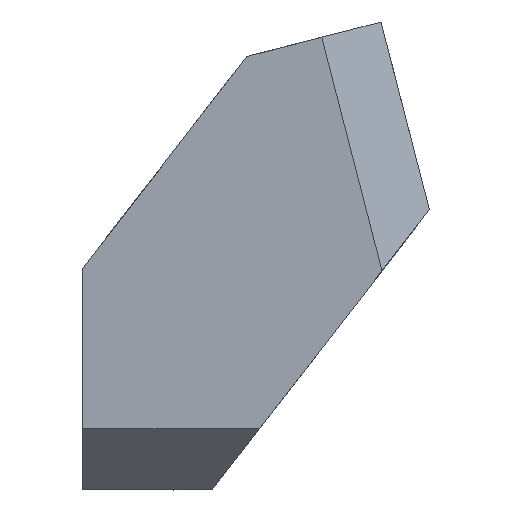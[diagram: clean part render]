
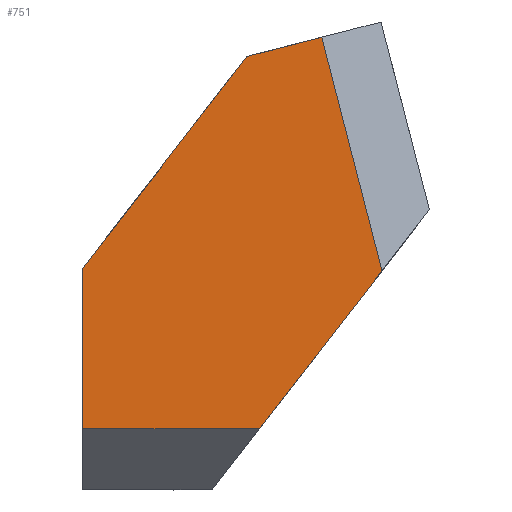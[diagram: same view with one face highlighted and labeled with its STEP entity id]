
A CAD part, left-side view. The second image highlights one B-rep face of the part: STEP entity #751.
In plain terms, the highlighted planar face has unit normal (-1, 0, 0).
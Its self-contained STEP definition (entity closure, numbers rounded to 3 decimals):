
#89=FACE_OUTER_BOUND('',#134,.T.);
#134=EDGE_LOOP('',(#658,#659,#660,#661,#662,#663));
#192=LINE('',#1303,#267);
#201=LINE('',#1340,#276);
#204=LINE('',#1346,#279);
#208=LINE('',#1353,#283);
#209=LINE('',#1354,#284);
#210=LINE('',#1355,#285);
#267=VECTOR('',#954,1000.);
#276=VECTOR('',#995,1000.);
#279=VECTOR('',#1000,1000.);
#283=VECTOR('',#1006,1000.);
#284=VECTOR('',#1007,1000.);
#285=VECTOR('',#1008,1000.);
#352=VERTEX_POINT('',#1300);
#353=VERTEX_POINT('',#1302);
#364=VERTEX_POINT('',#1337);
#365=VERTEX_POINT('',#1339);
#367=VERTEX_POINT('',#1345);
#369=VERTEX_POINT('',#1352);
#445=EDGE_CURVE('',#352,#353,#192,.T.);
#463=EDGE_CURVE('',#365,#364,#201,.T.);
#466=EDGE_CURVE('',#367,#364,#204,.T.);
#470=EDGE_CURVE('',#365,#369,#208,.T.);
#471=EDGE_CURVE('',#367,#353,#209,.T.);
#472=EDGE_CURVE('',#352,#369,#210,.T.);
#658=ORIENTED_EDGE('',*,*,#470,.F.);
#659=ORIENTED_EDGE('',*,*,#463,.T.);
#660=ORIENTED_EDGE('',*,*,#466,.F.);
#661=ORIENTED_EDGE('',*,*,#471,.T.);
#662=ORIENTED_EDGE('',*,*,#445,.F.);
#663=ORIENTED_EDGE('',*,*,#472,.T.);
#710=PLANE('',#824);
#751=ADVANCED_FACE('',(#89),#710,.T.);
#824=AXIS2_PLACEMENT_3D('',#1351,#1004,#1005);
#954=DIRECTION('',(0.,0.613,-0.79));
#995=DIRECTION('',(0.,0.613,-0.79));
#1000=DIRECTION('',(0.,0.,1.));
#1004=DIRECTION('center_axis',(-1.,0.,0.));
#1005=DIRECTION('ref_axis',(0.,0.,1.));
#1006=DIRECTION('',(0.,-0.968,0.249));
#1007=DIRECTION('',(0.,-1.,0.));
#1008=DIRECTION('',(0.,0.249,0.968));
#1300=CARTESIAN_POINT('',(-10.,60.52,91.593));
#1302=CARTESIAN_POINT('',(-10.,64.518,86.436));
#1303=CARTESIAN_POINT('',(-10.,58.969,93.593));
#1337=CARTESIAN_POINT('',(-10.,70.3,91.675));
#1339=CARTESIAN_POINT('',(-10.,64.933,98.598));
#1340=CARTESIAN_POINT('',(-10.,70.195,91.811));
#1345=CARTESIAN_POINT('',(-10.,70.3,86.436));
#1346=CARTESIAN_POINT('',(-10.,70.3,0.));
#1351=CARTESIAN_POINT('Origin',(-10.,0.,0.));
#1352=CARTESIAN_POINT('',(-10.,62.485,99.228));
#1353=CARTESIAN_POINT('',(-10.,27.833,108.146));
#1354=CARTESIAN_POINT('',(-10.,66.068,86.436));
#1355=CARTESIAN_POINT('',(-10.,62.36,98.744));
